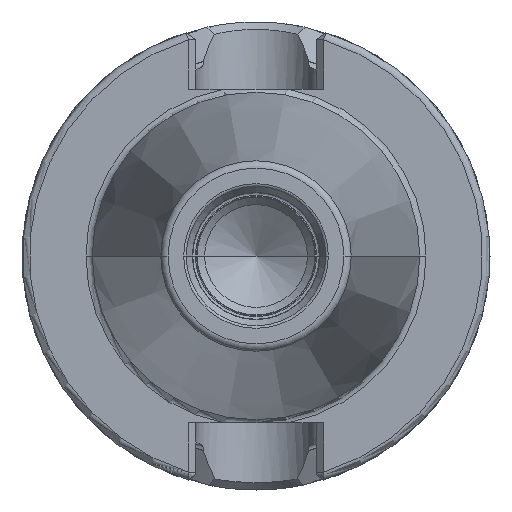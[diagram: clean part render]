
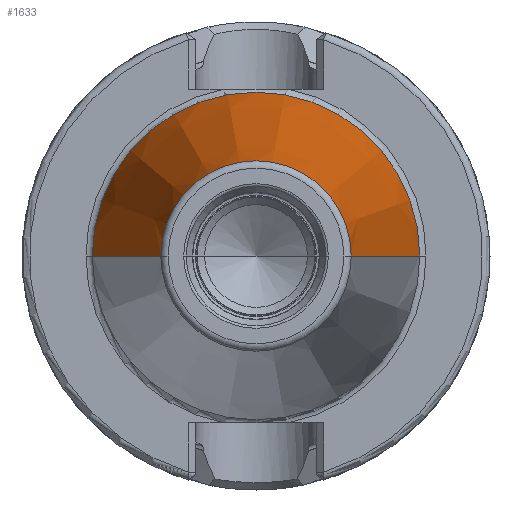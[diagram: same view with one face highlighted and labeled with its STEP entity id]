
A CAD part, left-side view. The second image highlights one B-rep face of the part: STEP entity #1633.
In plain terms, the highlighted conical face has half-angle 8.298 degrees and reference radius 17.426 mm.
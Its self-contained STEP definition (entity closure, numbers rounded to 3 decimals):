
#37=CARTESIAN_POINT('',(-64.544,0.,0.));
#38=DIRECTION('',(1.,0.,0.));
#39=DIRECTION('',(0.,1.,0.));
#40=AXIS2_PLACEMENT_3D('',#37,#38,#39);
#42=CARTESIAN_POINT('',(-1.267,0.,0.));
#43=DIRECTION('',(1.,0.,0.));
#44=DIRECTION('',(0.,1.,0.));
#45=AXIS2_PLACEMENT_3D('',#42,#43,#44);
#47=DIRECTION('',(-0.99,-0.144,0.));
#48=VECTOR('',#47,63.947);
#49=CARTESIAN_POINT('',(-1.267,22.04,0.));
#50=LINE('',#49,#48);
#51=DIRECTION('',(-0.99,0.144,0.));
#52=VECTOR('',#51,63.947);
#53=CARTESIAN_POINT('',(-1.267,-22.04,0.));
#54=LINE('',#53,#52);
#1314=CARTESIAN_POINT('',(-64.544,12.812,0.));
#1316=VERTEX_POINT('',#1314);
#1318=CARTESIAN_POINT('',(-64.544,-12.812,0.));
#1320=VERTEX_POINT('',#1318);
#1533=CARTESIAN_POINT('',(-1.267,22.04,0.));
#1534=VERTEX_POINT('',#1533);
#1535=CARTESIAN_POINT('',(-1.267,-22.04,0.));
#1536=VERTEX_POINT('',#1535);
#1619=CARTESIAN_POINT('',(-32.906,0.,0.));
#1620=DIRECTION('',(1.,0.,0.));
#1621=DIRECTION('',(0.,-1.,0.));
#1622=AXIS2_PLACEMENT_3D('',#1619,#1620,#1621);
#1623=CONICAL_SURFACE('',#1622,17.426,8.298);
#1625=ORIENTED_EDGE('',*,*,#1624,.F.);
#1627=ORIENTED_EDGE('',*,*,#1626,.T.);
#1629=ORIENTED_EDGE('',*,*,#1628,.T.);
#1630=ORIENTED_EDGE('',*,*,#1612,.F.);
#1631=EDGE_LOOP('',(#1625,#1627,#1629,#1630));
#1632=FACE_OUTER_BOUND('',#1631,.F.);
#1633=ADVANCED_FACE('',(#1632),#1623,.T.);
#41=CIRCLE('',#40,12.812);
#46=CIRCLE('',#45,22.04);
#1612=EDGE_CURVE('',#1316,#1320,#41,.T.);
#1624=EDGE_CURVE('',#1534,#1316,#50,.T.);
#1626=EDGE_CURVE('',#1534,#1536,#46,.T.);
#1628=EDGE_CURVE('',#1536,#1320,#54,.T.);
